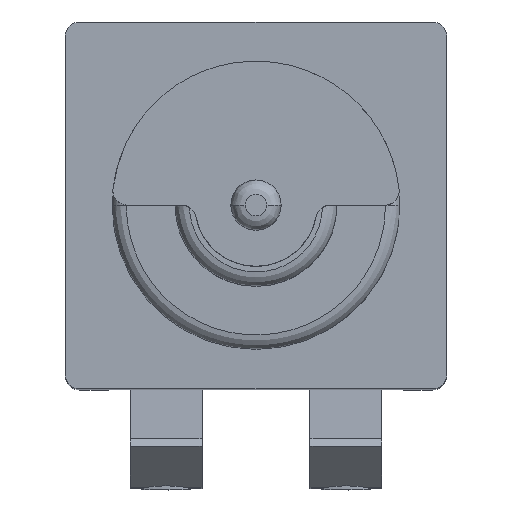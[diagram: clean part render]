
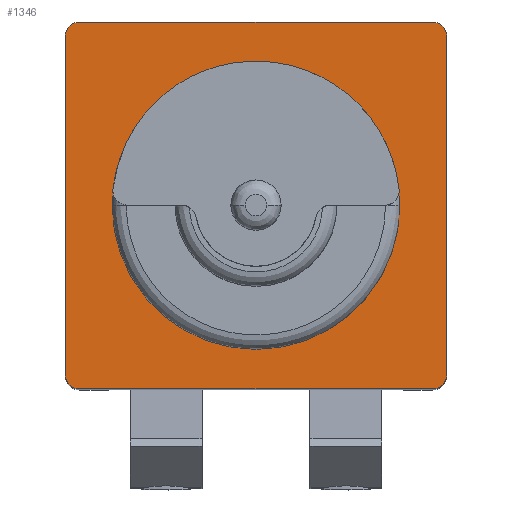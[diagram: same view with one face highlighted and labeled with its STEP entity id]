
A CAD part, top view. The second image highlights one B-rep face of the part: STEP entity #1346.
In plain terms, the highlighted planar face has unit normal (0, 0, 1).
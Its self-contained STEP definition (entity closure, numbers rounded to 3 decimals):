
#58=CIRCLE('',#1446,0.2);
#60=CIRCLE('',#1450,0.2);
#62=CIRCLE('',#1453,0.2);
#64=CIRCLE('',#1456,0.2);
#133=FACE_OUTER_BOUND('',#210,.T.);
#210=EDGE_LOOP('',(#876,#877,#878,#879,#880,#881,#882,#883));
#284=LINE('',#1938,#401);
#288=LINE('',#1947,#405);
#293=LINE('',#1960,#410);
#305=LINE('',#1999,#422);
#401=VECTOR('',#1571,10.);
#405=VECTOR('',#1577,10.);
#410=VECTOR('',#1590,10.);
#422=VECTOR('',#1628,10.);
#518=VERTEX_POINT('',#1935);
#519=VERTEX_POINT('',#1937);
#522=VERTEX_POINT('',#1944);
#523=VERTEX_POINT('',#1946);
#525=VERTEX_POINT('',#1952);
#527=VERTEX_POINT('',#1958);
#529=VERTEX_POINT('',#1967);
#531=VERTEX_POINT('',#1973);
#642=EDGE_CURVE('',#518,#519,#284,.T.);
#646=EDGE_CURVE('',#522,#523,#288,.T.);
#650=EDGE_CURVE('',#525,#522,#58,.T.);
#653=EDGE_CURVE('',#527,#525,#293,.T.);
#655=EDGE_CURVE('',#519,#527,#60,.T.);
#658=EDGE_CURVE('',#529,#518,#62,.T.);
#660=EDGE_CURVE('',#523,#531,#64,.T.);
#673=EDGE_CURVE('',#529,#531,#305,.T.);
#876=ORIENTED_EDGE('',*,*,#642,.F.);
#877=ORIENTED_EDGE('',*,*,#658,.F.);
#878=ORIENTED_EDGE('',*,*,#673,.T.);
#879=ORIENTED_EDGE('',*,*,#660,.F.);
#880=ORIENTED_EDGE('',*,*,#646,.F.);
#881=ORIENTED_EDGE('',*,*,#650,.F.);
#882=ORIENTED_EDGE('',*,*,#653,.F.);
#883=ORIENTED_EDGE('',*,*,#655,.F.);
#1214=PLANE('',#1460);
#1346=ADVANCED_FACE('',(#133),#1214,.T.);
#1446=AXIS2_PLACEMENT_3D('',#1954,#1584,#1585);
#1450=AXIS2_PLACEMENT_3D('',#1963,#1595,#1596);
#1453=AXIS2_PLACEMENT_3D('',#1969,#1602,#1603);
#1456=AXIS2_PLACEMENT_3D('',#1974,#1608,#1609);
#1460=AXIS2_PLACEMENT_3D('',#1998,#1626,#1627);
#1571=DIRECTION('',(0.,1.,0.));
#1577=DIRECTION('',(0.,-1.,0.));
#1584=DIRECTION('center_axis',(0.,0.,-1.));
#1585=DIRECTION('ref_axis',(1.,0.,0.));
#1590=DIRECTION('',(1.,0.,0.));
#1595=DIRECTION('center_axis',(0.,0.,-1.));
#1596=DIRECTION('ref_axis',(0.,1.,0.));
#1602=DIRECTION('center_axis',(0.,0.,-1.));
#1603=DIRECTION('ref_axis',(-1.,0.,0.));
#1608=DIRECTION('center_axis',(0.,0.,
-1.));
#1609=DIRECTION('ref_axis',(0.,-1.,0.));
#1626=DIRECTION('center_axis',(0.,0.,1.));
#1627=DIRECTION('ref_axis',(1.,0.,0.));
#1628=DIRECTION('',(1.,0.,0.));
#1935=CARTESIAN_POINT('',(-2.65,-2.423,3.727));
#1937=CARTESIAN_POINT('',(-2.65,2.277,3.727));
#1938=CARTESIAN_POINT('',(-2.65,-2.423,3.727));
#1944=CARTESIAN_POINT('',(2.65,2.277,3.727));
#1946=CARTESIAN_POINT('',(2.65,-2.423,3.727));
#1947=CARTESIAN_POINT('',(2.65,2.277,3.727));
#1952=CARTESIAN_POINT('',(2.45,2.477,3.727));
#1954=CARTESIAN_POINT('Origin',(2.45,2.277,3.727));
#1958=CARTESIAN_POINT('',(-2.45,2.477,3.727));
#1960=CARTESIAN_POINT('',(-2.45,2.477,3.727));
#1963=CARTESIAN_POINT('Origin',(-2.45,2.277,3.727));
#1967=CARTESIAN_POINT('',(-2.45,-2.623,3.727));
#1969=CARTESIAN_POINT('Origin',(-2.45,-2.423,3.727));
#1973=CARTESIAN_POINT('',(2.45,-2.623,3.727));
#1974=CARTESIAN_POINT('Origin',(2.45,-2.423,3.727));
#1998=CARTESIAN_POINT('Origin',(0.,-3.261,3.727));
#1999=CARTESIAN_POINT('',(-2.45,-2.623,3.727));
